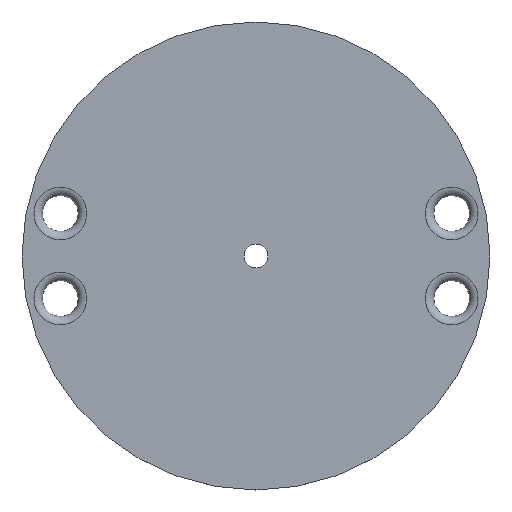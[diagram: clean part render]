
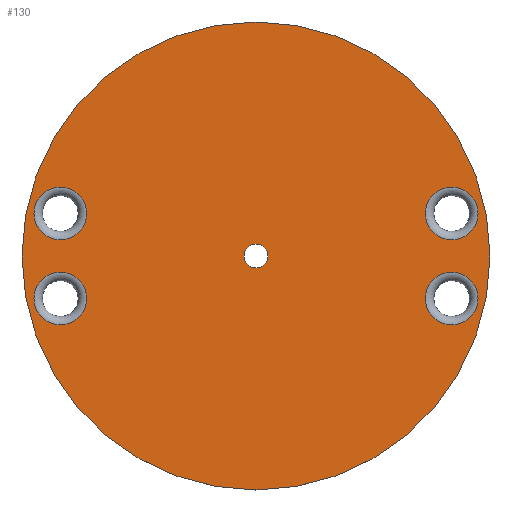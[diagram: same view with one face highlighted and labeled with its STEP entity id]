
A CAD part, top view. The second image highlights one B-rep face of the part: STEP entity #130.
In plain terms, the highlighted planar face has unit normal (0, 0, 1).
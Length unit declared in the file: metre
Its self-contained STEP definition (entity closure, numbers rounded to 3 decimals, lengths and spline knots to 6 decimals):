
#18=PLANE('',#158);
#27=ORIENTED_EDGE('',*,*,#50,.T.);
#28=ORIENTED_EDGE('',*,*,#51,.T.);
#29=ORIENTED_EDGE('',*,*,#52,.T.);
#30=ORIENTED_EDGE('',*,*,#53,.T.);
#31=ORIENTED_EDGE('',*,*,#44,.T.);
#32=ORIENTED_EDGE('',*,*,#54,.F.);
#44=EDGE_CURVE('',#56,#56,#68,.T.);
#50=EDGE_CURVE('',#62,#62,#74,.F.);
#51=EDGE_CURVE('',#63,#63,#75,.F.);
#52=EDGE_CURVE('',#64,#64,#76,.F.);
#53=EDGE_CURVE('',#65,#65,#77,.F.);
#54=EDGE_CURVE('',#66,#66,#78,.T.);
#56=VERTEX_POINT('',#216);
#62=VERTEX_POINT('',#230);
#63=VERTEX_POINT('',#232);
#64=VERTEX_POINT('',#234);
#65=VERTEX_POINT('',#236);
#66=VERTEX_POINT('',#238);
#68=CIRCLE('',#151,0.0275);
#74=CIRCLE('',#159,0.0031);
#75=CIRCLE('',#160,0.0031);
#76=CIRCLE('',#161,0.0031);
#77=CIRCLE('',#162,0.0031);
#78=CIRCLE('',#163,0.0014);
#87=EDGE_LOOP('',(#27));
#88=EDGE_LOOP('',(#28));
#89=EDGE_LOOP('',(#29));
#90=EDGE_LOOP('',(#30));
#91=EDGE_LOOP('',(#31));
#92=EDGE_LOOP('',(#32));
#111=FACE_BOUND('',#87,.T.);
#112=FACE_BOUND('',#88,.T.);
#113=FACE_BOUND('',#89,.T.);
#114=FACE_BOUND('',#90,.T.);
#115=FACE_BOUND('',#91,.T.);
#116=FACE_BOUND('',#92,.T.);
#130=ADVANCED_FACE('',(#111,#112,#113,#114,#115,#116),#18,.T.);
#151=AXIS2_PLACEMENT_3D('',#215,#175,#176);
#158=AXIS2_PLACEMENT_3D('',#228,#189,#190);
#159=AXIS2_PLACEMENT_3D('',#229,#191,#192);
#160=AXIS2_PLACEMENT_3D('',#231,#193,#194);
#161=AXIS2_PLACEMENT_3D('',#233,#195,#196);
#162=AXIS2_PLACEMENT_3D('',#235,#197,#198);
#163=AXIS2_PLACEMENT_3D('',#237,#199,#200);
#175=DIRECTION('',(0.,0.,1.));
#176=DIRECTION('',(1.,0.,0.));
#189=DIRECTION('',(0.,0.,1.));
#190=DIRECTION('',(1.,0.,0.));
#191=DIRECTION('',(0.,0.,1.));
#192=DIRECTION('',(1.,0.,0.));
#193=DIRECTION('',(0.,0.,1.));
#194=DIRECTION('',(1.,0.,0.));
#195=DIRECTION('',(0.,0.,1.));
#196=DIRECTION('',(1.,0.,0.));
#197=DIRECTION('',(0.,0.,1.));
#198=DIRECTION('',(1.,0.,0.));
#199=DIRECTION('',(0.,0.,1.));
#200=DIRECTION('',(1.,0.,0.));
#215=CARTESIAN_POINT('',(0.,0.,0.1096));
#216=CARTESIAN_POINT('',(0.0275,0.,0.1096));
#228=CARTESIAN_POINT('',(0.,0.,0.1096));
#229=CARTESIAN_POINT('',(-0.023,0.005,0.1096));
#230=CARTESIAN_POINT('',(-0.0199,0.005,0.1096));
#231=CARTESIAN_POINT('',(-0.023,-0.005,0.1096));
#232=CARTESIAN_POINT('',(-0.0199,-0.005,0.1096));
#233=CARTESIAN_POINT('',(0.023,0.005,0.1096));
#234=CARTESIAN_POINT('',(0.0261,0.005,0.1096));
#235=CARTESIAN_POINT('',(0.023,-0.005,0.1096));
#236=CARTESIAN_POINT('',(0.0261,-0.005,0.1096));
#237=CARTESIAN_POINT('',(0.,0.,0.1096));
#238=CARTESIAN_POINT('',(0.0014,0.,0.1096));
